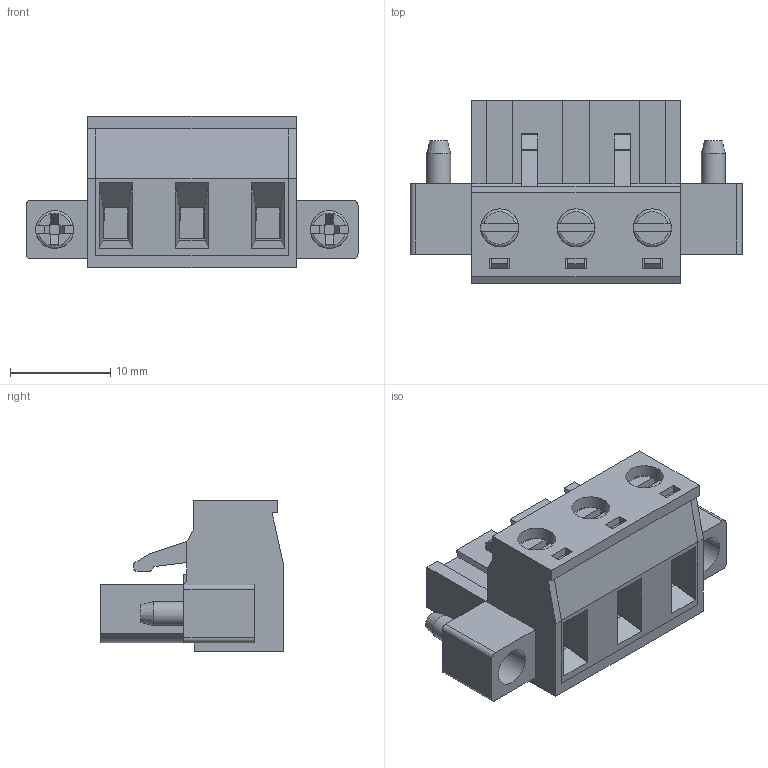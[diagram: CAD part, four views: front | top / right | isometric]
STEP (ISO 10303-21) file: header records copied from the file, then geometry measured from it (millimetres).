
FILE_DESCRIPTION( ( 'Unknown' ), '1' );
FILE_NAME( '691340400003.stp', 'Unknown', ( 'Unknown' ), ( 'Unknown' ), 'PSStep 15.0.49', 'Unknown', ' ' );
FILE_SCHEMA( ( 'AUTOMOTIVE_DESIGN { 1 0 10303 214 1 1 1 1 }' ) );
Length unit declared in the file: millimetre
Products named in the file (7): Assem1; 6913404000xx_CAGE; 6913404000xx_PIN; 6913404000xx_VISSE; 6913404000xx_VIS Flange; 691340500003; 691340500003_CAPOT
Assembly tree (13 placements, depth 2):
  Assem1
    6913404000xx_CAGE  x3
    6913404000xx_PIN  x3
    6913404000xx_VISSE  x3
    6913404000xx_VIS Flange  x2
    691340500003
    691340500003_CAPOT
Bounding box: 33.16 x 18.2 x 15.1 mm (x, y, z)
Volume: 2977.7 mm3; surface area: 6548.8 mm2
Topology: 13 solids, 13 shells, 806 faces, 2193 edges, 1432 vertices
Faces by surface type: plane 608, cylinder 175, torus 15, cone 8
Full cylindrical faces by diameter (mm): 1.5 x3, 2.4 x2, 2.5 x5, 2.9 x3, 2.95 x3, 3 x3, 3.75 x3, 3.8 x7
Entity records: 20911 total; most frequent: CARTESIAN_POINT 2962, ORIENTED_EDGE 2826, DIRECTION 2681, EDGE_CURVE 1413, LINE 1211, VECTOR 1211, VERTEX_POINT 936, AXIS2_PLACEMENT_3D 735
